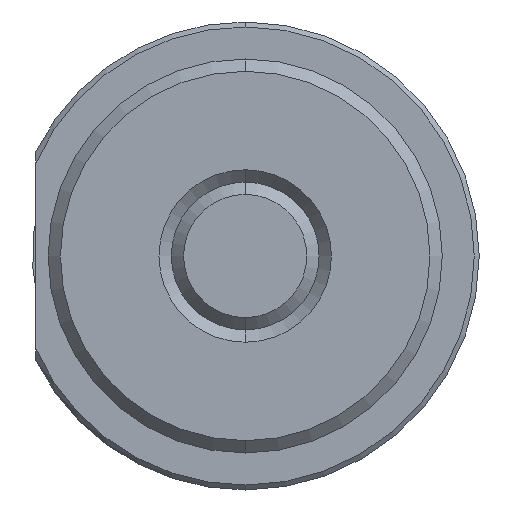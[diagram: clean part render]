
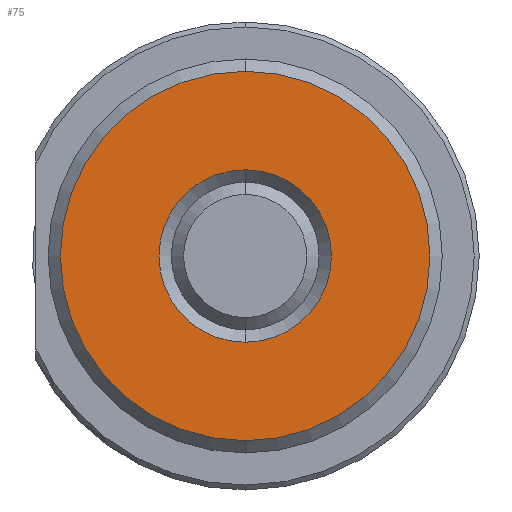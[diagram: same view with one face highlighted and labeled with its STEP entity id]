
A CAD part, left-side view. The second image highlights one B-rep face of the part: STEP entity #75.
In plain terms, the highlighted planar face has unit normal (-1, 0, 0).
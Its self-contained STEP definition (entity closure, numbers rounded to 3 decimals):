
#75 = ADVANCED_FACE ( 'NONE', ( #2263, #2269 ), #581, .F. ) ;
#238 = CARTESIAN_POINT ( 'NONE',  ( 0., 0., 7.5 ) ) ;
#291 = CARTESIAN_POINT ( 'NONE',  ( 0., 0., -7.5 ) ) ;
#355 = CARTESIAN_POINT ( 'NONE',  ( 0., 0., -3.5 ) ) ;
#367 = CARTESIAN_POINT ( 'NONE',  ( 0., 0., 3.5 ) ) ;
#547 = CARTESIAN_POINT ( 'NONE',  ( 0., 3., 0. ) ) ;
#561 = VERTEX_POINT ( 'NONE', #367 ) ;
#581 = PLANE ( 'NONE',  #2715 ) ;
#624 = VERTEX_POINT ( 'NONE', #355 ) ;
#666 = DIRECTION ( 'NONE',  ( 0., 0., -1. ) ) ;
#769 = VERTEX_POINT ( 'NONE', #291 ) ;
#811 = DIRECTION ( 'NONE',  ( 1., 0., 0. ) ) ;
#851 = VERTEX_POINT ( 'NONE', #238 ) ;
#971 = CIRCLE ( 'NONE', #2758, 3.5 ) ;
#990 = CIRCLE ( 'NONE', #2764, 7.5 ) ;
#1219 = ORIENTED_EDGE ( 'NONE', *, *, #2607, .T. ) ;
#1266 = ORIENTED_EDGE ( 'NONE', *, *, #2580, .T. ) ;
#1267 = ORIENTED_EDGE ( 'NONE', *, *, #2448, .T. ) ;
#1268 = ORIENTED_EDGE ( 'NONE', *, *, #2454, .T. ) ;
#1708 = CARTESIAN_POINT ( 'NONE',  ( 0., 0., 0. ) ) ;
#1717 = DIRECTION ( 'NONE',  ( 1., 0., 0. ) ) ;
#1718 = DIRECTION ( 'NONE',  ( 0., 0., -1. ) ) ;
#1814 = CARTESIAN_POINT ( 'NONE',  ( 0., 0., 0. ) ) ;
#1815 = DIRECTION ( 'NONE',  ( -1., 0., 0. ) ) ;
#1816 = DIRECTION ( 'NONE',  ( 0., 0., -1. ) ) ;
#1971 = EDGE_LOOP ( 'NONE', ( #1266, #1267 ) ) ;
#2003 = EDGE_LOOP ( 'NONE', ( #1268, #1219 ) ) ;
#2263 = FACE_BOUND ( 'NONE', #1971, .T. ) ;
#2269 = FACE_OUTER_BOUND ( 'NONE', #2003, .T. ) ;
#2361 = CARTESIAN_POINT ( 'NONE',  ( 0., 0., 0. ) ) ;
#2368 = DIRECTION ( 'NONE',  ( 0., 0., -1. ) ) ;
#2369 = DIRECTION ( 'NONE',  ( -1., 0., 0. ) ) ;
#2373 = CARTESIAN_POINT ( 'NONE',  ( 0., 0., 0. ) ) ;
#2404 = DIRECTION ( 'NONE',  ( 1., 0., 0. ) ) ;
#2409 = DIRECTION ( 'NONE',  ( 0., 0., -1. ) ) ;
#2448 = EDGE_CURVE ( 'NONE', #624, #561, #971, .T. ) ;
#2454 = EDGE_CURVE ( 'NONE', #769, #851, #990, .T. ) ;
#2580 = EDGE_CURVE ( 'NONE', #561, #624, #2968, .T. ) ;
#2607 = EDGE_CURVE ( 'NONE', #851, #769, #3006, .T. ) ;
#2715 = AXIS2_PLACEMENT_3D ( 'NONE', #547, #811, #666 ) ;
#2758 = AXIS2_PLACEMENT_3D ( 'NONE', #2373, #2404, #2409 ) ;
#2764 = AXIS2_PLACEMENT_3D ( 'NONE', #2361, #2369, #2368 ) ;
#2829 = AXIS2_PLACEMENT_3D ( 'NONE', #1708, #1717, #1718 ) ;
#2841 = AXIS2_PLACEMENT_3D ( 'NONE', #1814, #1815, #1816 ) ;
#2968 = CIRCLE ( 'NONE', #2829, 3.5 ) ;
#3006 = CIRCLE ( 'NONE', #2841, 7.5 ) ;
